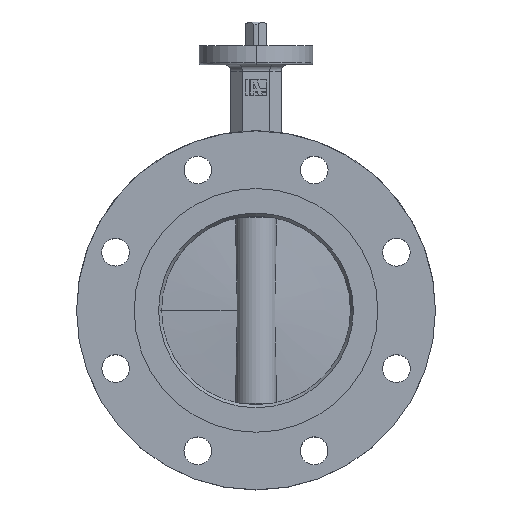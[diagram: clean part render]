
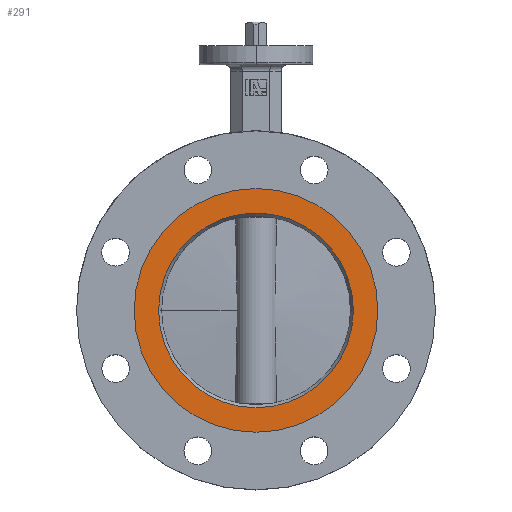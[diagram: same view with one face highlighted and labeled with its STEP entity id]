
A CAD part, top view. The second image highlights one B-rep face of the part: STEP entity #291.
In plain terms, the highlighted planar face has unit normal (0, 0, 1).
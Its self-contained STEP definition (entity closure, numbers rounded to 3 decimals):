
#195 = VERTEX_POINT ( 'NONE', #4483 ) ;
#213 = VERTEX_POINT ( 'NONE', #4462 ) ;
#247 = VERTEX_POINT ( 'NONE', #4376 ) ;
#250 = VERTEX_POINT ( 'NONE', #4374 ) ;
#291 = ADVANCED_FACE ( 'NONE', ( #5365, #5362 ), #4460, .T. ) ;
#407 = ORIENTED_EDGE ( 'NONE', *, *, #2987, .T. ) ;
#412 = ORIENTED_EDGE ( 'NONE', *, *, #2984, .T. ) ;
#413 = ORIENTED_EDGE ( 'NONE', *, *, #2995, .T. ) ;
#414 = ORIENTED_EDGE ( 'NONE', *, *, #2983, .T. ) ;
#1048 = AXIS2_PLACEMENT_3D ( 'NONE', #4463, #4481, #4441 ) ;
#1504 = AXIS2_PLACEMENT_3D ( 'NONE', #3939, #3940, #3941 ) ;
#1505 = AXIS2_PLACEMENT_3D ( 'NONE', #3943, #3944, #3945 ) ;
#1507 = AXIS2_PLACEMENT_3D ( 'NONE', #3953, #3954, #3955 ) ;
#1511 = AXIS2_PLACEMENT_3D ( 'NONE', #3972, #3973, #3974 ) ;
#2983 = EDGE_CURVE ( 'NONE', #195, #213, #3695, .T. ) ;
#2984 = EDGE_CURVE ( 'NONE', #250, #247, #3694, .T. ) ;
#2987 = EDGE_CURVE ( 'NONE', #213, #195, #3698, .T. ) ;
#2995 = EDGE_CURVE ( 'NONE', #247, #250, #3709, .T. ) ;
#3694 = CIRCLE ( 'NONE', #1505, 77.309 ) ;
#3695 = CIRCLE ( 'NONE', #1504, 96.75 ) ;
#3698 = CIRCLE ( 'NONE', #1507, 96.75 ) ;
#3709 = CIRCLE ( 'NONE', #1511, 77.309 ) ;
#3939 = CARTESIAN_POINT ( 'NONE',  ( 0., 0., 28. ) ) ;
#3940 = DIRECTION ( 'NONE',  ( 0., 0., 1. ) ) ;
#3941 = DIRECTION ( 'NONE',  ( 1., 0., 0. ) ) ;
#3943 = CARTESIAN_POINT ( 'NONE',  ( 0., 0., 28. ) ) ;
#3944 = DIRECTION ( 'NONE',  ( 0., 0., -1. ) ) ;
#3945 = DIRECTION ( 'NONE',  ( 1., 0., 0. ) ) ;
#3953 = CARTESIAN_POINT ( 'NONE',  ( 0., 0., 28. ) ) ;
#3954 = DIRECTION ( 'NONE',  ( 0., 0., 1. ) ) ;
#3955 = DIRECTION ( 'NONE',  ( 1., 0., 0. ) ) ;
#3972 = CARTESIAN_POINT ( 'NONE',  ( 0., 0., 28. ) ) ;
#3973 = DIRECTION ( 'NONE',  ( 0., 0., -1. ) ) ;
#3974 = DIRECTION ( 'NONE',  ( 1., 0., 0. ) ) ;
#4374 = CARTESIAN_POINT ( 'NONE',  ( -77.309, 0., 28. ) ) ;
#4376 = CARTESIAN_POINT ( 'NONE',  ( 77.309, 0., 28. ) ) ;
#4441 = DIRECTION ( 'NONE',  ( 1., 0., 0. ) ) ;
#4460 = PLANE ( 'NONE',  #1048 ) ;
#4462 = CARTESIAN_POINT ( 'NONE',  ( 96.75, 0., 28. ) ) ;
#4463 = CARTESIAN_POINT ( 'NONE',  ( 0., 0., 28. ) ) ;
#4481 = DIRECTION ( 'NONE',  ( 0., 0., 1. ) ) ;
#4483 = CARTESIAN_POINT ( 'NONE',  ( -96.75, 0., 28. ) ) ;
#4525 = EDGE_LOOP ( 'NONE', ( #413, #412 ) ) ;
#4572 = EDGE_LOOP ( 'NONE', ( #414, #407 ) ) ;
#5362 = FACE_OUTER_BOUND ( 'NONE', #4572, .T. ) ;
#5365 = FACE_BOUND ( 'NONE', #4525, .T. ) ;
